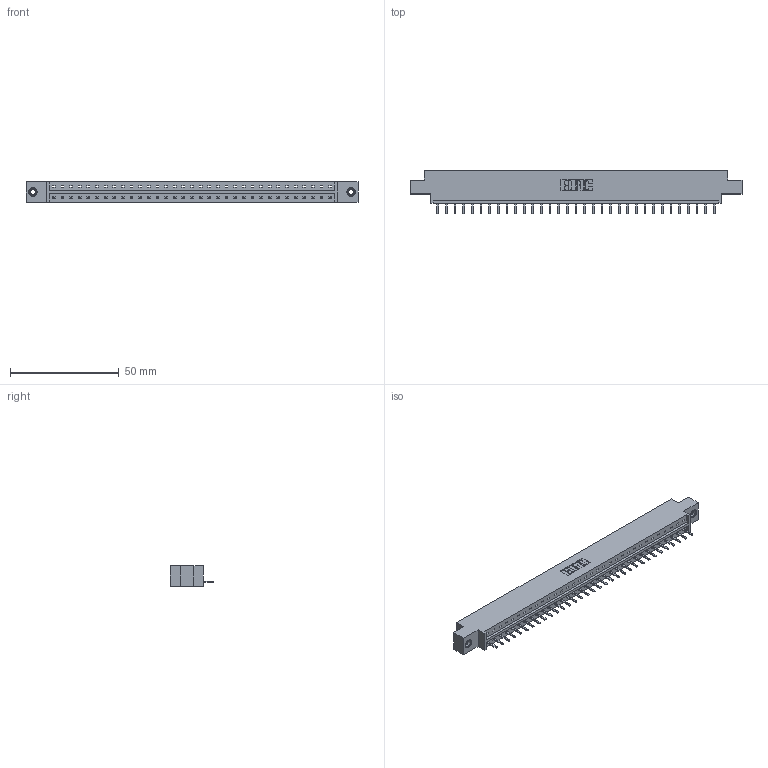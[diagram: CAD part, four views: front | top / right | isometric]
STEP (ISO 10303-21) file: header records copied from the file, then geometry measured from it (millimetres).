
FILE_DESCRIPTION (( 'STEP AP203' ), '1' );
FILE_NAME ('833-033-520-608.STEP', '2020-06-02T19:50:43', ( '' ), ( '' ), 'SwSTEP 2.0', 'SolidWorks 2020', '' );
FILE_SCHEMA (( 'CONFIG_CONTROL_DESIGN' ));
Length unit declared in the file: inch
Products named in the file (4): 833-033-520-608; 345-292-001_345-293-120; 833 Part_Offset - .156 Dia - TI; 345-250-001_345-250-003-102
Assembly tree (36 placements, depth 2):
  833-033-520-608
    833 Part_Offset - .156 Dia - TI
    345-292-001_345-293-120  x33
    345-250-001_345-250-003-102  x2
Bounding box: 152.3 x 20.02 x 9.4 mm (x, y, z)
Volume: 14918.9 mm3; surface area: 15973.9 mm2
Topology: 36 solids, 36 shells, 2224 faces, 6531 edges, 4258 vertices
Faces by surface type: plane 1558, cylinder 650, cone 12, torus 4
Entity records: 22770 total; most frequent: CARTESIAN_POINT 3924, ORIENTED_EDGE 3874, DIRECTION 3349, EDGE_CURVE 1937, LINE 1785, VECTOR 1785, VERTEX_POINT 1284, AXIS2_PLACEMENT_3D 782
